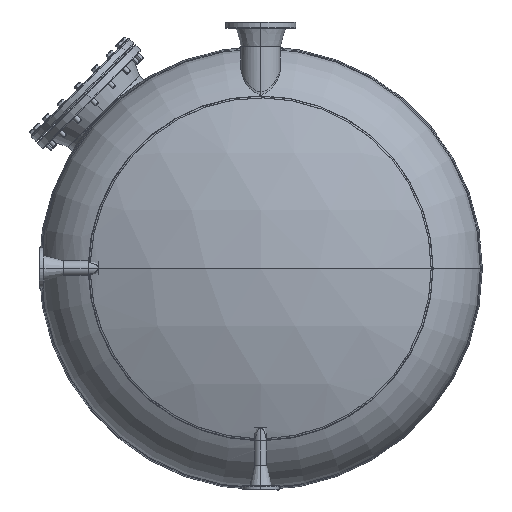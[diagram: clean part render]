
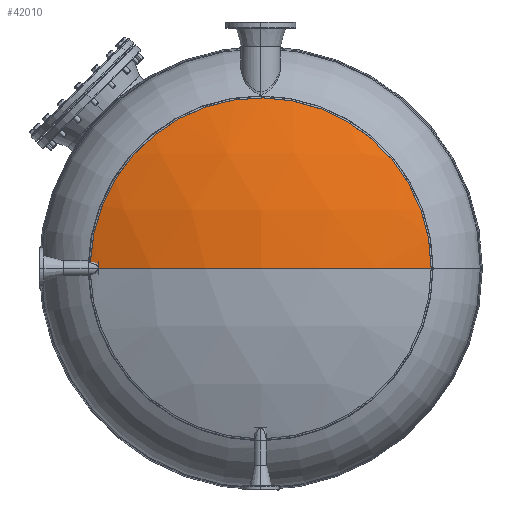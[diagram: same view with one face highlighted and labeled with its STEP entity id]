
A CAD part, front view. The second image highlights one B-rep face of the part: STEP entity #42010.
In plain terms, the highlighted spherical face has radius 1800 mm.
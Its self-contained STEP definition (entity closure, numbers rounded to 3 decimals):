
#640 = CARTESIAN_POINT ( 'NONE',  ( -784.825, -1080.989, 50.513 ) ) ;
#1867 = CARTESIAN_POINT ( 'NONE',  ( -755.294, -1093.046, 29.066 ) ) ;
#4930 = CARTESIAN_POINT ( 'NONE',  ( -775.037, -1085.042, 47.423 ) ) ;
#5808 = CARTESIAN_POINT ( 'NONE',  ( -765.675, -1088.867, 42.915 ) ) ;
#7463 = AXIS2_PLACEMENT_3D ( 'NONE', #41032, #59858, #59558 ) ;
#7553 = CIRCLE ( 'NONE', #41536, 1800. ) ;
#10044 = CARTESIAN_POINT ( 'NONE',  ( -776.647, -1084.379, 48.012 ) ) ;
#12038 = ORIENTED_EDGE ( 'NONE', *, *, #60111, .T. ) ;
#12635 = CIRCLE ( 'NONE', #57293, 1800. ) ;
#14334 = CARTESIAN_POINT ( 'NONE',  ( -761.362, -1090.611, 39.846 ) ) ;
#15069 = DIRECTION ( 'NONE',  ( 0., 1., 0. ) ) ;
#15228 = CARTESIAN_POINT ( 'NONE',  ( -759.4, -1091.401, 38.011 ) ) ;
#15699 = EDGE_CURVE ( 'NONE', #40688, #36466, #28114, .T. ) ;
#16270 = ORIENTED_EDGE ( 'NONE', *, *, #15699, .F. ) ;
#16987 = VERTEX_POINT ( 'NONE', #17086 ) ;
#17086 = CARTESIAN_POINT ( 'NONE',  ( -96.222, -1218.046, 29.066 ) ) ;
#19092 = CARTESIAN_POINT ( 'NONE',  ( -96.222, 581.954, 29.066 ) ) ;
#19621 = CARTESIAN_POINT ( 'NONE',  ( -96.222, -1079.584, 29.066 ) ) ;
#19786 = CARTESIAN_POINT ( 'NONE',  ( -781.519, -1082.366, 49.631 ) ) ;
#24058 = CARTESIAN_POINT ( 'NONE',  ( -770.283, -1086.991, 45.41 ) ) ;
#24373 = CARTESIAN_POINT ( 'NONE',  ( -757.176, -1092.293, 35.169 ) ) ;
#25006 = DIRECTION ( 'NONE',  ( -1., 0., 0. ) ) ;
#25636 = B_SPLINE_CURVE_WITH_KNOTS ( 'NONE', 3,
 ( #33768, #640, #19786, #10044, #4930, #37689, #24058, #56242, #51397, #5808, #47463, #38301, #28021, #14334, #28937, #15228, #28327, #52288, #33178, #24373, #57124, #28627, #42890, #33475, #41978, #42591, #29218, #55923 ),
 .UNSPECIFIED., .F., .F.,
 ( 4, 2, 2, 2, 2, 2, 2, 2, 2, 2, 2, 2, 2, 4 ),
 ( 0., 0.011, 0.017, 0.022, 0.025, 0.028, 0.03, 0.033, 0.036, 0.037, 0.039, 0.041, 0.043, 0.044 ),
 .UNSPECIFIED. ) ;
#28021 = CARTESIAN_POINT ( 'NONE',  ( -762.749, -1090.051, 40.947 ) ) ;
#28114 = CIRCLE ( 'NONE', #45600, 692.308 ) ;
#28327 = CARTESIAN_POINT ( 'NONE',  ( -758.79, -1091.646, 37.349 ) ) ;
#28627 = CARTESIAN_POINT ( 'NONE',  ( -756.279, -1092.652, 33.563 ) ) ;
#28937 = CARTESIAN_POINT ( 'NONE',  ( -760.69, -1090.882, 39.263 ) ) ;
#29218 = CARTESIAN_POINT ( 'NONE',  ( -755.294, -1093.046, 29.529 ) ) ;
#32719 = CARTESIAN_POINT ( 'NONE',  ( 596.085, -1079.584, 29.066 ) ) ;
#33178 = CARTESIAN_POINT ( 'NONE',  ( -757.683, -1092.09, 35.924 ) ) ;
#33475 = CARTESIAN_POINT ( 'NONE',  ( -755.55, -1092.944, 31.372 ) ) ;
#33768 = CARTESIAN_POINT ( 'NONE',  ( -788.175, -1079.584, 51.244 ) ) ;
#33993 = DIRECTION ( 'NONE',  ( 0., 0., 1. ) ) ;
#36466 = VERTEX_POINT ( 'NONE', #32719 ) ;
#36723 = FACE_OUTER_BOUND ( 'NONE', #39141, .T. ) ;
#37297 = DIRECTION ( 'NONE',  ( 1., 0., 0. ) ) ;
#37689 = CARTESIAN_POINT ( 'NONE',  ( -771.856, -1086.348, 46.121 ) ) ;
#38301 = CARTESIAN_POINT ( 'NONE',  ( -763.464, -1089.762, 41.465 ) ) ;
#39141 = EDGE_LOOP ( 'NONE', ( #53681, #48368, #16270, #12038 ) ) ;
#39944 = CARTESIAN_POINT ( 'NONE',  ( -788.175, -1079.584, 51.244 ) ) ;
#40688 = VERTEX_POINT ( 'NONE', #39944 ) ;
#41032 = CARTESIAN_POINT ( 'NONE',  ( -96.222, 581.954, 29.066 ) ) ;
#41536 = AXIS2_PLACEMENT_3D ( 'NONE', #48090, #52030, #25006 ) ;
#41978 = CARTESIAN_POINT ( 'NONE',  ( -755.453, -1092.982, 30.91 ) ) ;
#42010 = ADVANCED_FACE ( 'NONE', ( #36723 ), #49849, .T. ) ;
#42591 = CARTESIAN_POINT ( 'NONE',  ( -755.326, -1093.033, 29.99 ) ) ;
#42890 = CARTESIAN_POINT ( 'NONE',  ( -755.923, -1092.795, 32.716 ) ) ;
#44487 = EDGE_CURVE ( 'NONE', #16987, #36466, #12635, .T. ) ;
#45600 = AXIS2_PLACEMENT_3D ( 'NONE', #19621, #15069, #51234 ) ;
#47463 = CARTESIAN_POINT ( 'NONE',  ( -764.926, -1089.171, 42.448 ) ) ;
#48068 = EDGE_CURVE ( 'NONE', #16987, #48709, #7553, .T. ) ;
#48090 = CARTESIAN_POINT ( 'NONE',  ( -96.222, 581.954, 29.066 ) ) ;
#48368 = ORIENTED_EDGE ( 'NONE', *, *, #44487, .T. ) ;
#48709 = VERTEX_POINT ( 'NONE', #1867 ) ;
#49849 = SPHERICAL_SURFACE ( 'NONE', #7463, 1800. ) ;
#51234 = DIRECTION ( 'NONE',  ( -1., 0., 0. ) ) ;
#51397 = CARTESIAN_POINT ( 'NONE',  ( -767.195, -1088.25, 43.801 ) ) ;
#52030 = DIRECTION ( 'NONE',  ( 0., 0., -1. ) ) ;
#52288 = CARTESIAN_POINT ( 'NONE',  ( -757.95, -1091.983, 36.289 ) ) ;
#53681 = ORIENTED_EDGE ( 'NONE', *, *, #48068, .F. ) ;
#55923 = CARTESIAN_POINT ( 'NONE',  ( -755.294, -1093.046, 29.066 ) ) ;
#56242 = CARTESIAN_POINT ( 'NONE',  ( -767.962, -1087.937, 44.218 ) ) ;
#57124 = CARTESIAN_POINT ( 'NONE',  ( -756.937, -1092.389, 34.776 ) ) ;
#57293 = AXIS2_PLACEMENT_3D ( 'NONE', #19092, #33993, #37297 ) ;
#59558 = DIRECTION ( 'NONE',  ( -1., 0., 0. ) ) ;
#59858 = DIRECTION ( 'NONE',  ( 0., 0., 1. ) ) ;
#60111 = EDGE_CURVE ( 'NONE', #40688, #48709, #25636, .T. ) ;
